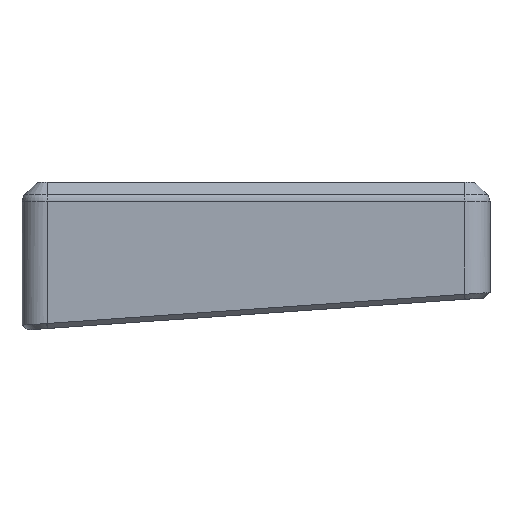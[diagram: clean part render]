
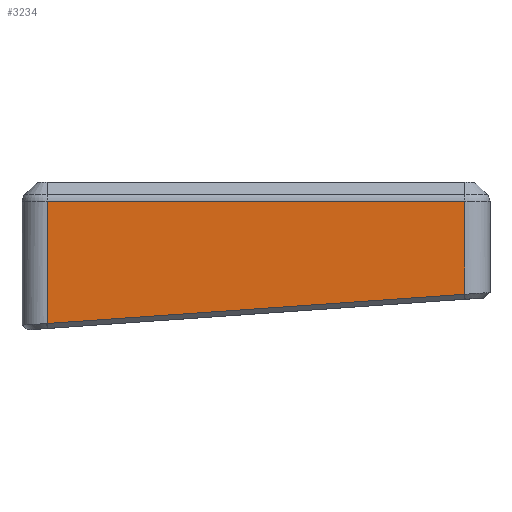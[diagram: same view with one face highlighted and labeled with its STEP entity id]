
A CAD part, left-side view. The second image highlights one B-rep face of the part: STEP entity #3234.
In plain terms, the highlighted planar face has unit normal (-1, 0, 0).
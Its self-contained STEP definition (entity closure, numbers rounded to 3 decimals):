
#80=PLANE('',#3435);
#258=LINE('',#6004,#518);
#267=LINE('',#6163,#527);
#269=LINE('',#6169,#529);
#270=LINE('',#6170,#530);
#518=VECTOR('',#3928,10.);
#527=VECTOR('',#3943,10.);
#529=VECTOR('',#3949,10.);
#530=VECTOR('',#3950,10.);
#814=FACE_OUTER_BOUND('',#1007,.T.);
#1007=EDGE_LOOP('',(#2614,#2615,#2616,#2617,#2618));
#1212=B_SPLINE_CURVE_WITH_KNOTS('',3,(#6111,#6112,#6113,#6114),
 .UNSPECIFIED.,.F.,.F.,(4,4),(1.557,1.571),
 .UNSPECIFIED.);
#1507=VERTEX_POINT('',#6000);
#1508=VERTEX_POINT('',#6002);
#1509=VERTEX_POINT('',#6049);
#1515=VERTEX_POINT('',#6162);
#1517=VERTEX_POINT('',#6168);
#1901=EDGE_CURVE('',#1508,#1507,#258,.T.);
#1910=EDGE_CURVE('',#1509,#1508,#1212,.T.);
#1916=EDGE_CURVE('',#1507,#1515,#267,.T.);
#1919=EDGE_CURVE('',#1517,#1509,#269,.T.);
#1920=EDGE_CURVE('',#1515,#1517,#270,.T.);
#2614=ORIENTED_EDGE('',*,*,#1901,.F.);
#2615=ORIENTED_EDGE('',*,*,#1910,.F.);
#2616=ORIENTED_EDGE('',*,*,#1919,.F.);
#2617=ORIENTED_EDGE('',*,*,#1920,.F.);
#2618=ORIENTED_EDGE('',*,*,#1916,.F.);
#3234=ADVANCED_FACE('',(#814),#80,.T.);
#3435=AXIS2_PLACEMENT_3D('',#6167,#3947,#3948);
#3928=DIRECTION('',(0.,0.998,-0.07));
#3943=DIRECTION('',(0.,0.,1.));
#3947=DIRECTION('center_axis',(-1.,0.,0.));
#3948=DIRECTION('ref_axis',(0.,1.,0.));
#3949=DIRECTION('',(0.,0.,-1.));
#3950=DIRECTION('',(0.,-1.,0.));
#6000=CARTESIAN_POINT('',(45.7,-45.83,-18.978));
#6002=CARTESIAN_POINT('',(45.7,-128.71,-13.182));
#6004=CARTESIAN_POINT('',(45.7,-88.035,-16.026));
#6049=CARTESIAN_POINT('',(45.7,-128.78,-13.177));
#6111=CARTESIAN_POINT('Ctrl Pts',(45.7,-128.78,-13.177));
#6112=CARTESIAN_POINT('Ctrl Pts',(45.7,-128.757,-13.179));
#6113=CARTESIAN_POINT('Ctrl Pts',(45.7,-128.733,-13.181));
#6114=CARTESIAN_POINT('Ctrl Pts',(45.7,-128.71,-13.182));
#6162=CARTESIAN_POINT('',(45.7,-45.83,5.272));
#6163=CARTESIAN_POINT('',(45.7,-45.83,9.1));
#6167=CARTESIAN_POINT('Origin',(45.7,-132.78,9.1));
#6168=CARTESIAN_POINT('',(45.7,-128.78,5.272));
#6169=CARTESIAN_POINT('',(45.7,-128.78,9.1));
#6170=CARTESIAN_POINT('',(45.7,-121.411,5.272));
